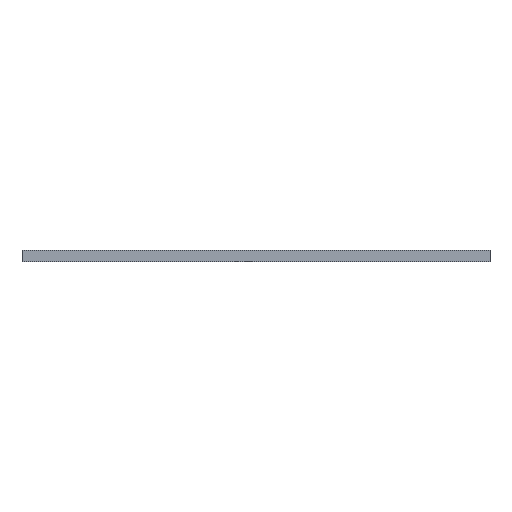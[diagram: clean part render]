
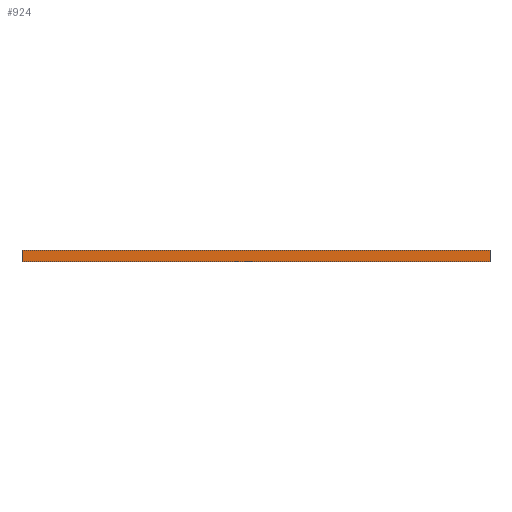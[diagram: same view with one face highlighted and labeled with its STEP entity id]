
A CAD part, front view. The second image highlights one B-rep face of the part: STEP entity #924.
In plain terms, the highlighted planar face has unit normal (0, -1, 0).
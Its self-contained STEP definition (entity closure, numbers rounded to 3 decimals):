
#169=ORIENTED_EDGE('',*,*,#405,.T.);
#170=ORIENTED_EDGE('',*,*,#406,.F.);
#171=ORIENTED_EDGE('',*,*,#407,.F.);
#172=ORIENTED_EDGE('',*,*,#402,.T.);
#402=EDGE_CURVE('',#517,#515,#598,.T.);
#405=EDGE_CURVE('',#515,#519,#601,.T.);
#406=EDGE_CURVE('',#520,#519,#602,.T.);
#407=EDGE_CURVE('',#517,#520,#603,.T.);
#515=VERTEX_POINT('',#1479);
#517=VERTEX_POINT('',#1482);
#519=VERTEX_POINT('',#1488);
#520=VERTEX_POINT('',#1490);
#598=LINE('',#1481,#666);
#601=LINE('',#1487,#669);
#602=LINE('',#1489,#670);
#603=LINE('',#1491,#671);
#666=VECTOR('',#1187,1000.);
#669=VECTOR('',#1192,1000.);
#670=VECTOR('',#1193,1000.);
#671=VECTOR('',#1194,1000.);
#704=EDGE_LOOP('',(#169,#170,#171,#172));
#804=FACE_BOUND('',#704,.T.);
#896=PLANE('',#1000);
#924=ADVANCED_FACE('',(#804),#896,.F.);
#1000=AXIS2_PLACEMENT_3D('',#1486,#1190,#1191);
#1187=DIRECTION('',(0.,0.,-1.));
#1190=DIRECTION('',(0.,1.,0.));
#1191=DIRECTION('',(0.,0.,1.));
#1192=DIRECTION('',(1.,0.,0.));
#1193=DIRECTION('',(0.,0.,-1.));
#1194=DIRECTION('',(1.,0.,0.));
#1479=CARTESIAN_POINT('',(-30.3,-64.25,0.));
#1481=CARTESIAN_POINT('',(-30.3,-64.25,1.5));
#1482=CARTESIAN_POINT('',(-30.3,-64.25,1.5));
#1486=CARTESIAN_POINT('',(0.,-64.25,1.5));
#1487=CARTESIAN_POINT('',(0.,-64.25,0.));
#1488=CARTESIAN_POINT('',(30.3,-64.25,0.));
#1489=CARTESIAN_POINT('',(30.3,-64.25,1.5));
#1490=CARTESIAN_POINT('',(30.3,-64.25,1.5));
#1491=CARTESIAN_POINT('',(0.,-64.25,1.5));
